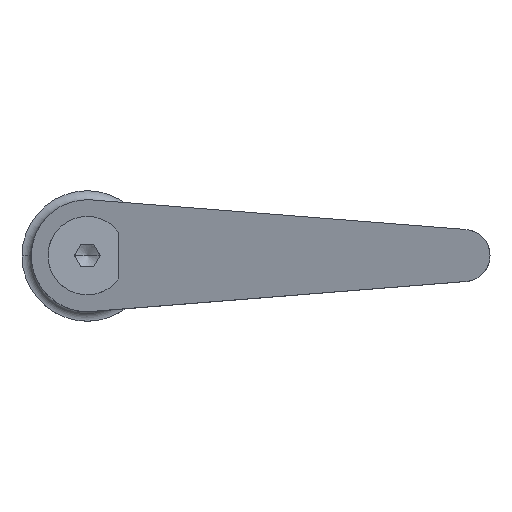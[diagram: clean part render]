
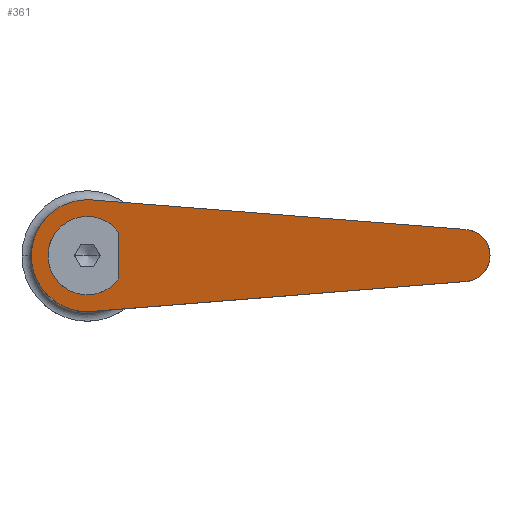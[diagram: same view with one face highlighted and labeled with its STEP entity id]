
A CAD part, top view. The second image highlights one B-rep face of the part: STEP entity #361.
In plain terms, the highlighted planar face has unit normal (-0.256, 0, 0.967).
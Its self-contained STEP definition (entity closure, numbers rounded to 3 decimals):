
#237=EDGE_CURVE('',#565,#593,#664,.T.);
#243=EDGE_CURVE('',#449,#311,#670,.T.);
#249=VERTEX_POINT('',#677);
#261=VERTEX_POINT('',#690);
#275=VERTEX_POINT('',#705);
#283=EDGE_CURVE('',#503,#449,#713,.T.);
#311=VERTEX_POINT('',#741);
#361=ADVANCED_FACE('',(#799,#800),#801,.F.);
#363=VERTEX_POINT('',#803);
#399=EDGE_CURVE('',#275,#505,#845,.T.);
#425=EDGE_CURVE('',#261,#363,#872,.T.);
#445=EDGE_CURVE('',#593,#503,#895,.T.);
#449=VERTEX_POINT('',#899);
#483=EDGE_CURVE('',#547,#275,#937,.T.);
#487=EDGE_CURVE('',#625,#565,#941,.T.);
#497=EDGE_CURVE('',#613,#523,#953,.T.);
#503=VERTEX_POINT('',#960);
#505=VERTEX_POINT('',#962);
#511=EDGE_CURVE('',#363,#523,#968,.T.);
#523=VERTEX_POINT('',#980);
#527=EDGE_CURVE('',#585,#311,#984,.T.);
#543=EDGE_CURVE('',#249,#547,#1003,.T.);
#547=VERTEX_POINT('',#1008);
#565=VERTEX_POINT('',#1032);
#571=EDGE_CURVE('',#505,#249,#1040,.T.);
#581=EDGE_CURVE('',#261,#585,#1051,.T.);
#585=VERTEX_POINT('',#1055);
#593=VERTEX_POINT('',#1063);
#609=EDGE_CURVE('',#625,#613,#1081,.T.);
#613=VERTEX_POINT('',#1085);
#625=VERTEX_POINT('',#1097);
#664=LINE('',#1131,#1132);
#670=ELLIPSE('',#1141,15.516,15.0);
#677=CARTESIAN_POINT('',(0.,-10.5,54.267));
#690=CARTESIAN_POINT('',(0.052,15.,54.281));
#705=CARTESIAN_POINT('',(8.441,6.244,56.5));
#713=LINE('',#1201,#1202);
#741=CARTESIAN_POINT('',(0.053,15.,54.281));
#799=FACE_OUTER_BOUND('',#1312,.T.);
#800=FACE_BOUND('',#1313,.T.);
#801=PLANE('',#1314);
#803=CARTESIAN_POINT('',(-15.0,0.,50.3));
#845=ELLIPSE('',#1384,10.861,10.5);
#872=ELLIPSE('',#1433,15.516,15.0);
#895=ELLIPSE('',#1466,7.241,7.0);
#899=CARTESIAN_POINT('',(1.188,14.953,54.582));
#937=LINE('',#1530,#1531);
#941=ELLIPSE('',#1538,15.516,15.0);
#953=LINE('',#1553,#1554);
#960=CARTESIAN_POINT('',(101.554,6.978,81.127));
#962=CARTESIAN_POINT('',(0.,10.5,54.267));
#968=ELLIPSE('',#1571,15.516,15.0);
#980=CARTESIAN_POINT('',(0.052,-15.,54.281));
#984=LINE('',#1596,#1597);
#1003=ELLIPSE('',#1619,10.861,10.5);
#1008=CARTESIAN_POINT('',(8.441,-6.244,56.5));
#1032=CARTESIAN_POINT('',(1.188,-14.953,54.582));
#1040=ELLIPSE('',#1663,10.861,10.5);
#1051=LINE('',#1687,#1688);
#1055=CARTESIAN_POINT('',(0.052,15.,54.281));
#1063=CARTESIAN_POINT('',(101.554,-6.978,81.127));
#1081=LINE('',#1725,#1726);
#1085=CARTESIAN_POINT('',(0.052,-15.,54.281));
#1097=CARTESIAN_POINT('',(0.053,-15.,54.281));
#1131=CARTESIAN_POINT('',(102.362,-6.914,81.341));
#1132=VECTOR('',#1793,1.0);
#1141=AXIS2_PLACEMENT_3D('',#1800,#1801,#1802);
#1201=CARTESIAN_POINT('',(55.44,10.642,68.931));
#1202=VECTOR('',#1840,1.0);
#1312=EDGE_LOOP('',(#1924,#1925,#1926,#1927,#1928,#1929,#1930,#1931,#1932,#1933,#1934));
#1313=EDGE_LOOP('',(#1935,#1936,#1937,#1938));
#1314=AXIS2_PLACEMENT_3D('',#1939,#1940,#1941);
#1384=AXIS2_PLACEMENT_3D('',#2006,#2007,#2008);
#1433=AXIS2_PLACEMENT_3D('',#2030,#2031,#2032);
#1466=AXIS2_PLACEMENT_3D('',#2063,#2064,#2065);
#1530=CARTESIAN_POINT('',(8.441,0.,56.5));
#1531=VECTOR('',#2111,1.0);
#1538=AXIS2_PLACEMENT_3D('',#2113,#2114,#2115);
#1553=CARTESIAN_POINT('',(0.052,-15.,54.281));
#1554=VECTOR('',#2133,1.0);
#1571=AXIS2_PLACEMENT_3D('',#2145,#2146,#2147);
#1596=CARTESIAN_POINT('',(0.052,15.,54.281));
#1597=VECTOR('',#2157,1.0);
#1619=AXIS2_PLACEMENT_3D('',#2187,#2188,#2189);
#1663=AXIS2_PLACEMENT_3D('',#2261,#2262,#2263);
#1687=CARTESIAN_POINT('',(0.052,-15.,54.281));
#1688=VECTOR('',#2278,1.0);
#1725=CARTESIAN_POINT('',(101.223,-6.766,81.04));
#1726=VECTOR('',#2301,1.0);
#1793=DIRECTION('',(0.964,0.077,0.255));
#1800=CARTESIAN_POINT('',(0.,0.,54.267));
#1801=DIRECTION('',(-0.256,0.,0.967));
#1802=DIRECTION('',(0.967,0.,0.256));
#1840=DIRECTION('',(-0.964,0.077,-0.255));
#1924=ORIENTED_EDGE('',*,*,#527,.F.);
#1925=ORIENTED_EDGE('',*,*,#581,.F.);
#1926=ORIENTED_EDGE('',*,*,#425,.T.);
#1927=ORIENTED_EDGE('',*,*,#511,.T.);
#1928=ORIENTED_EDGE('',*,*,#497,.F.);
#1929=ORIENTED_EDGE('',*,*,#609,.F.);
#1930=ORIENTED_EDGE('',*,*,#487,.T.);
#1931=ORIENTED_EDGE('',*,*,#237,.T.);
#1932=ORIENTED_EDGE('',*,*,#445,.T.);
#1933=ORIENTED_EDGE('',*,*,#283,.T.);
#1934=ORIENTED_EDGE('',*,*,#243,.T.);
#1935=ORIENTED_EDGE('',*,*,#399,.F.);
#1936=ORIENTED_EDGE('',*,*,#483,.F.);
#1937=ORIENTED_EDGE('',*,*,#543,.F.);
#1938=ORIENTED_EDGE('',*,*,#571,.F.);
#1939=CARTESIAN_POINT('',(49.015,0.,67.231));
#1940=DIRECTION('',(0.256,0.,-0.967));
#1941=DIRECTION('',(0.247,0.967,0.065));
#2006=CARTESIAN_POINT('',(0.,0.,54.267));
#2007=DIRECTION('',(-0.256,0.,0.967));
#2008=DIRECTION('',(-0.967,0.0,-0.256));
#2030=CARTESIAN_POINT('',(0.,0.,54.267));
#2031=DIRECTION('',(-0.256,0.,0.967));
#2032=DIRECTION('',(0.967,0.,0.256));
#2063=CARTESIAN_POINT('',(101.0,0.,80.981));
#2064=DIRECTION('',(-0.256,0.,0.967));
#2065=DIRECTION('',(0.967,0.,0.256));
#2111=DIRECTION('',(0.,1.0,0.0));
#2113=CARTESIAN_POINT('',(0.,0.,54.267));
#2114=DIRECTION('',(-0.256,0.,0.967));
#2115=DIRECTION('',(0.967,0.,0.256));
#2133=DIRECTION('',(0.,1.0,0.));
#2145=CARTESIAN_POINT('',(0.,0.,54.267));
#2146=DIRECTION('',(-0.256,0.,0.967));
#2147=DIRECTION('',(0.967,0.,0.256));
#2157=DIRECTION('',(0.964,-0.078,0.255));
#2187=CARTESIAN_POINT('',(0.,0.,54.267));
#2188=DIRECTION('',(-0.256,0.,0.967));
#2189=DIRECTION('',(-0.967,0.0,-0.256));
#2261=CARTESIAN_POINT('',(0.,0.,54.267));
#2262=DIRECTION('',(-0.256,0.,0.967));
#2263=DIRECTION('',(-0.967,0.0,-0.256));
#2278=DIRECTION('',(0.,1.0,0.));
#2301=DIRECTION('',(-0.964,-0.078,-0.255));
